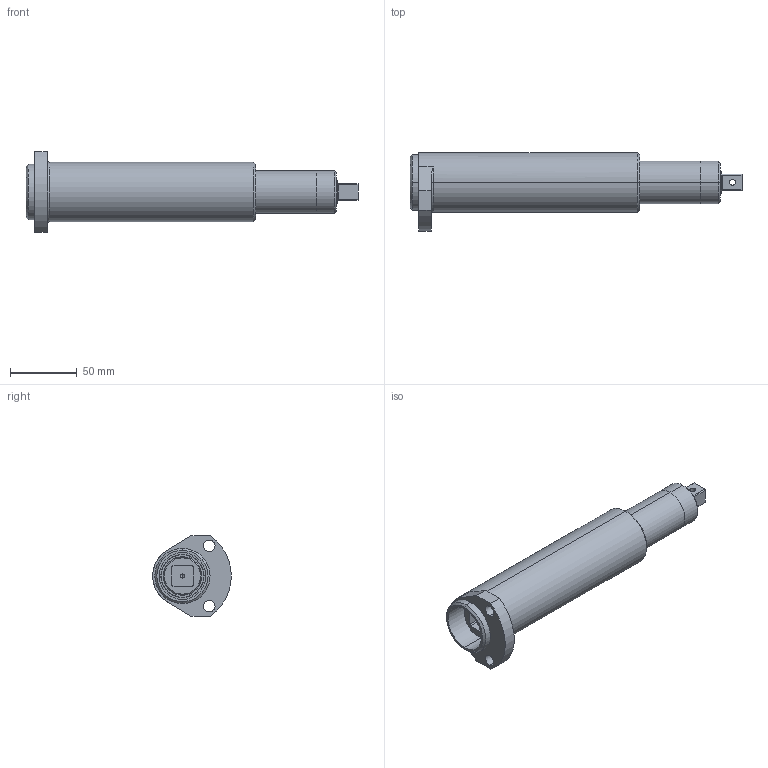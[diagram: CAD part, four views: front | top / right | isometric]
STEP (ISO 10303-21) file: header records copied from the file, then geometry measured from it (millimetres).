
FILE_DESCRIPTION (( 'STEP AP203' ), '1' );
FILE_NAME ('OA-3S3-62-50.STEP', '2017-02-22T15:53:40', ( '' ), ( '' ), 'SwSTEP 2.0', 'SolidWorks 2016', '' );
FILE_SCHEMA (( 'CONFIG_CONTROL_DESIGN' ));
Length unit declared in the file: inch
Products named in the file (13): SA-036; J-2016-1; 5008-81; SA-074X1.375; R-5-12-6.47-20-1; J-2016-2; SCE2016; OA-3S3-62-50; N-5-12-.62-1; SA-158H; J-2016; J-2016-3; S-12-5.24-20-09
Assembly tree (12 placements, depth 3):
  OA-3S3-62-50
    SA-158H
    J-2016
      J-2016-1
      J-2016-2
      J-2016-3
    SA-074X1.375
    SCE2016
    SA-036
    5008-81
    R-5-12-6.47-20-1
      S-12-5.24-20-09
      N-5-12-.62-1
Bounding box: 247.99 x 58.74 x 59.94 mm (x, y, z)
Volume: 213241 mm3; surface area: 119406.7 mm2
Topology: 13 solids, 13 shells, 253 faces, 608 edges, 389 vertices
Faces by surface type: cylinder 120, plane 72, cone 30, bspline 24, torus 7
Entity records: 9776 total; most frequent: CARTESIAN_POINT 2309, DIRECTION 1385, ORIENTED_EDGE 1212, EDGE_CURVE 606, AXIS2_PLACEMENT_3D 587, VERTEX_POINT 389, CIRCLE 341, EDGE_LOOP 299
